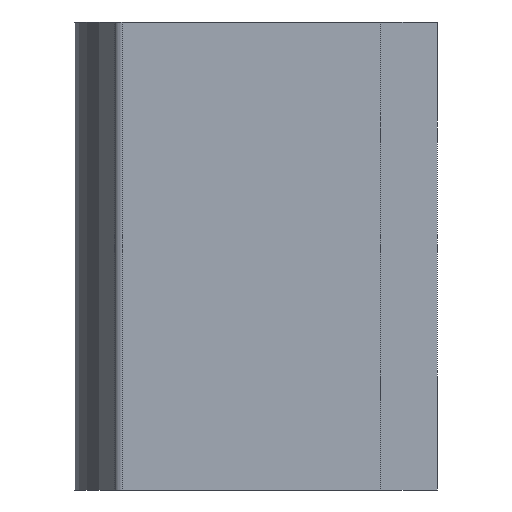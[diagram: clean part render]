
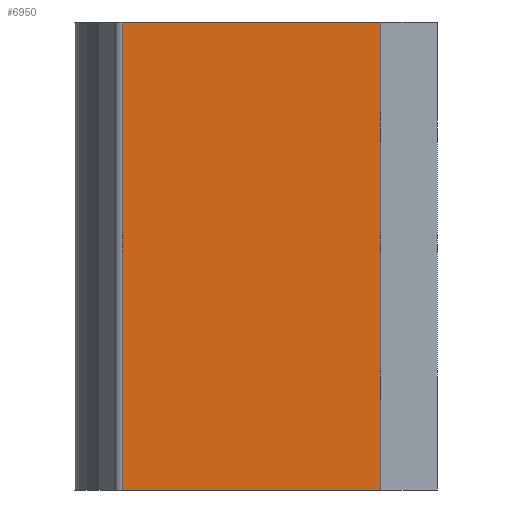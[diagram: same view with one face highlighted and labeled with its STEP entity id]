
A CAD part, left-side view. The second image highlights one B-rep face of the part: STEP entity #6950.
In plain terms, the highlighted planar face has unit normal (-1, 0, 0).
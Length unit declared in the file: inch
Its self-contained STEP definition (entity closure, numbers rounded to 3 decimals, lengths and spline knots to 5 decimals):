
#301 = CARTESIAN_POINT ( 'NONE',  ( -1.5, 0.94, -1.8125 ) ) ;
#378 = VECTOR ( 'NONE', #6056, 39.37008 ) ;
#664 = ORIENTED_EDGE ( 'NONE', *, *, #5091, .T. ) ;
#700 = VECTOR ( 'NONE', #5891, 39.37008 ) ;
#705 = VERTEX_POINT ( 'NONE', #301 ) ;
#726 = EDGE_CURVE ( 'NONE', #6657, #705, #2094, .T. ) ;
#998 = LINE ( 'NONE', #3470, #1551 ) ;
#1165 = EDGE_CURVE ( 'NONE', #4320, #705, #4304, .T. ) ;
#1368 = VECTOR ( 'NONE', #2554, 39.37008 ) ;
#1551 = VECTOR ( 'NONE', #5963, 39.37008 ) ;
#2094 = LINE ( 'NONE', #5712, #700 ) ;
#2237 = VERTEX_POINT ( 'NONE', #6487 ) ;
#2361 = CARTESIAN_POINT ( 'NONE',  ( -1.5, 0.94, -1.8125 ) ) ;
#2554 = DIRECTION ( 'NONE',  ( 0., 0., -1. ) ) ;
#3470 = CARTESIAN_POINT ( 'NONE',  ( -1.5, -1.063, -2.48988 ) ) ;
#3599 = CARTESIAN_POINT ( 'NONE',  ( -1.5, 0., 1.8125 ) ) ;
#4304 = LINE ( 'NONE', #2361, #1368 ) ;
#4320 = VERTEX_POINT ( 'NONE', #5377 ) ;
#4371 = DIRECTION ( 'NONE',  ( 1., 0., 0. ) ) ;
#4780 = EDGE_CURVE ( 'NONE', #2237, #4320, #6638, .T. ) ;
#4984 = EDGE_LOOP ( 'NONE', ( #5948, #6755, #6135, #664 ) ) ;
#5091 = EDGE_CURVE ( 'NONE', #6657, #2237, #998, .T. ) ;
#5377 = CARTESIAN_POINT ( 'NONE',  ( -1.5, 0.94, 1.8125 ) ) ;
#5673 = CARTESIAN_POINT ( 'NONE',  ( -1.5, 0., -1.8125 ) ) ;
#5712 = CARTESIAN_POINT ( 'NONE',  ( -1.5, 0., -1.8125 ) ) ;
#5891 = DIRECTION ( 'NONE',  ( 0., 1., 0. ) ) ;
#5948 = ORIENTED_EDGE ( 'NONE', *, *, #4780, .T. ) ;
#5963 = DIRECTION ( 'NONE',  ( 0., 0., 1. ) ) ;
#6056 = DIRECTION ( 'NONE',  ( 0., 1., 0. ) ) ;
#6135 = ORIENTED_EDGE ( 'NONE', *, *, #726, .F. ) ;
#6259 = DIRECTION ( 'NONE',  ( 0., 0., -1. ) ) ;
#6422 = FACE_OUTER_BOUND ( 'NONE', #4984, .T. ) ;
#6487 = CARTESIAN_POINT ( 'NONE',  ( -1.5, -1.063, 1.8125 ) ) ;
#6638 = LINE ( 'NONE', #3599, #378 ) ;
#6657 = VERTEX_POINT ( 'NONE', #7861 ) ;
#6687 = AXIS2_PLACEMENT_3D ( 'NONE', #5673, #4371, #6259 ) ;
#6755 = ORIENTED_EDGE ( 'NONE', *, *, #1165, .T. ) ;
#6950 = ADVANCED_FACE ( 'NONE', ( #6422 ), #7523, .F. ) ;
#7523 = PLANE ( 'NONE',  #6687 ) ;
#7861 = CARTESIAN_POINT ( 'NONE',  ( -1.5, -1.063, -1.8125 ) ) ;
